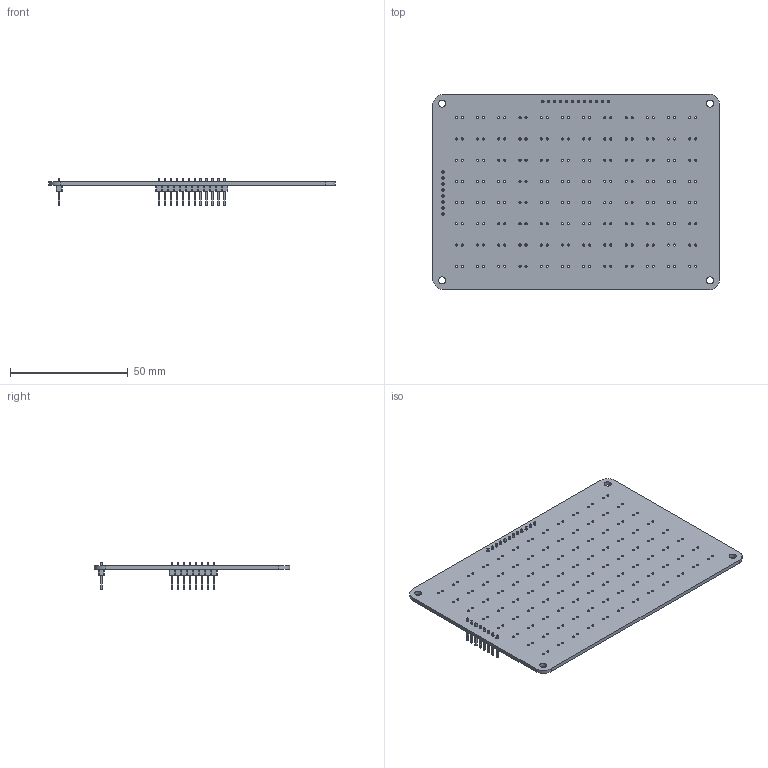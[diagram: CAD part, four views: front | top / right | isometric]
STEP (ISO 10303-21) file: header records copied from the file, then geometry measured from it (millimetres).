
FILE_DESCRIPTION(('FreeCAD Model'),'2;1');
FILE_NAME('LED Matrix1.step','2018-07-03T11:50:20',('kicad StepUp'),( 'ksu MCAD'),'Open CASCADE STEP processor 7.2','FreeCAD','Unknown');
FILE_SCHEMA(('AUTOMOTIVE_DESIGN { 1 0 10303 214 1 1 1 1 }'));
Length unit declared in the file: millimetre
Products named in the file (7): LED_Matrix; Board_Geoms; Pcb; Step_Models; Bot; Pin_Header_Straight_1x12_Pitch254mm_; Pin_Header_Straight_1x08_Pitch254mm_
Assembly tree (6 placements, depth 4):
  LED_Matrix
    Board_Geoms
      Pcb
    Step_Models
      Bot
        Pin_Header_Straight_1x12_Pitch254mm_
        Pin_Header_Straight_1x08_Pitch254mm_
Bounding box: 121.5 x 83 x 11.54 mm (x, y, z)
Volume: 16233.9 mm3; surface area: 22475.4 mm2
Topology: 3 solids, 3 shells, 714 faces, 1844 edges, 1176 vertices
Faces by surface type: plane 494, cylinder 220
Full cylindrical faces by diameter (mm): 0.9 x192, 1 x20, 3.048 x4
Entity records: 25917 total; most frequent: CARTESIAN_POINT 3741, DIRECTION 3726, ORIENTED_EDGE 3688, EDGE_CURVE 1844, LINE 1404, VECTOR 1404, FACE_BOUND 1186, EDGE_LOOP 1186
